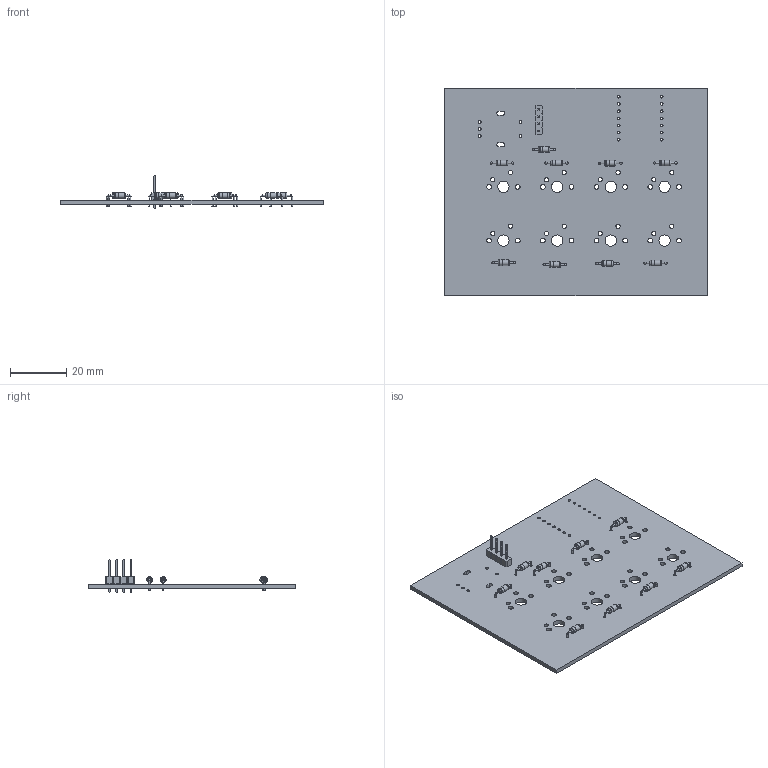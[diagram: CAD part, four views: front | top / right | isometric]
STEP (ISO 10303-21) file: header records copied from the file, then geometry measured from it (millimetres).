
FILE_DESCRIPTION(('KiCad electronic assembly'),'2;1');
FILE_NAME('hackpad.step','2025-12-16T23:04:58',('Pcbnew'),('Kicad'), 'Open CASCADE STEP processor 7.9','KiCad to STEP converter','Unknown' );
FILE_SCHEMA(('AUTOMOTIVE_DESIGN { 1 0 10303 214 1 1 1 1 }'));
Length unit declared in the file: millimetre
Products named in the file (4): hackpad 1; D_DO-35_SOD27_P7.62mm_Horizontal; PinHeader_1x04_P2.54mm_Vertical; hackpad_PCB
Assembly tree (11 placements, depth 2):
  hackpad 1
    D_DO-35_SOD27_P7.62mm_Horizontal  x9
    PinHeader_1x04_P2.54mm_Vertical
    hackpad_PCB
Bounding box: 93.07 x 73.41 x 11.54 mm (x, y, z)
Volume: 10233.4 mm3; surface area: 15046.7 mm2
Topology: 20 solids, 20 shells, 339 faces, 733 edges, 460 vertices
Faces by surface type: plane 164, cylinder 139, torus 36
Full cylindrical faces by diameter (mm): 0.5 x27, 0.8 x18, 0.889 x14, 1 x9, 1.5 x16, 1.7 x16, 2 x18, 2.02 x9, 4 x8
Entity records: 7681 total; most frequent: DIRECTION 1175, CARTESIAN_POINT 1112, ORIENTED_EDGE 1082, EDGE_CURVE 541, AXIS2_PLACEMENT_3D 411, FACE_BOUND 387, EDGE_LOOP 387, LINE 353
